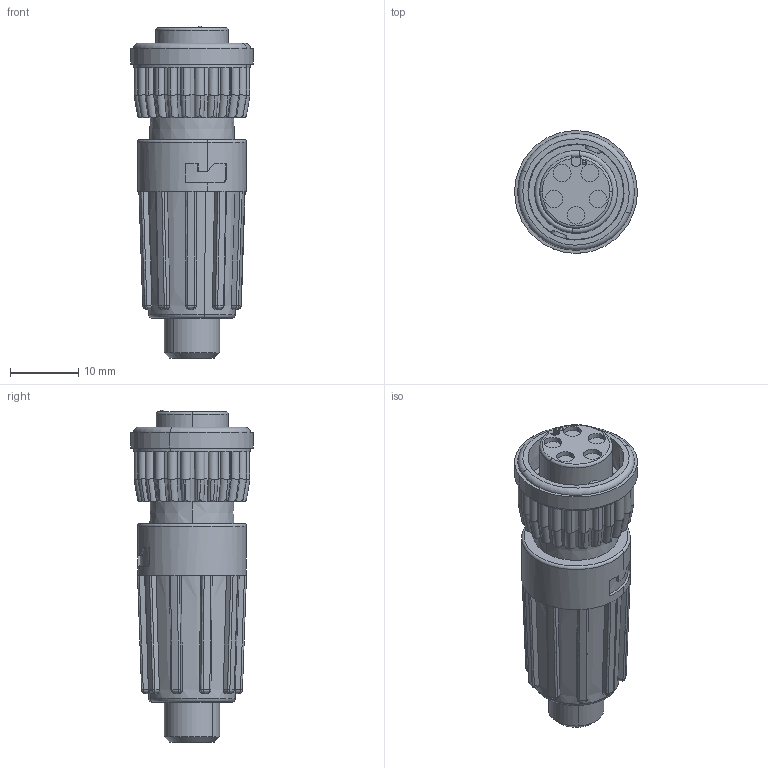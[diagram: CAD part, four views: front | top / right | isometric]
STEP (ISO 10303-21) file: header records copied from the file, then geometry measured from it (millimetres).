
FILE_DESCRIPTION (( 'STEP AP203' ), '1' );
FILE_NAME ('6382-5SG-519.STEP', '2014-04-22T19:19:28', ( '' ), ( '' ), 'SwSTEP 2.0', 'SolidWorks 2014', '' );
FILE_SCHEMA (( 'CONFIG_CONTROL_DESIGN' ));
Length unit declared in the file: inch
Products named in the file (1): 6382-5SG-519
Bounding box: 18.03 x 18.03 x 48.77 mm (x, y, z)
Volume: 7203.3 mm3; surface area: 3652.3 mm2
Topology: 1 solids, 1 shells, 460 faces, 1227 edges, 763 vertices
Faces by surface type: cylinder 204, plane 104, bspline 80, torus 36, cone 34, sphere 2
Entity records: 21883 total; most frequent: CARTESIAN_POINT 11787, ORIENTED_EDGE 2414, DIRECTION 1764, EDGE_CURVE 1207, VERTEX_POINT 763, AXIS2_PLACEMENT_3D 712, EDGE_LOOP 474, FACE_OUTER_BOUND 460
